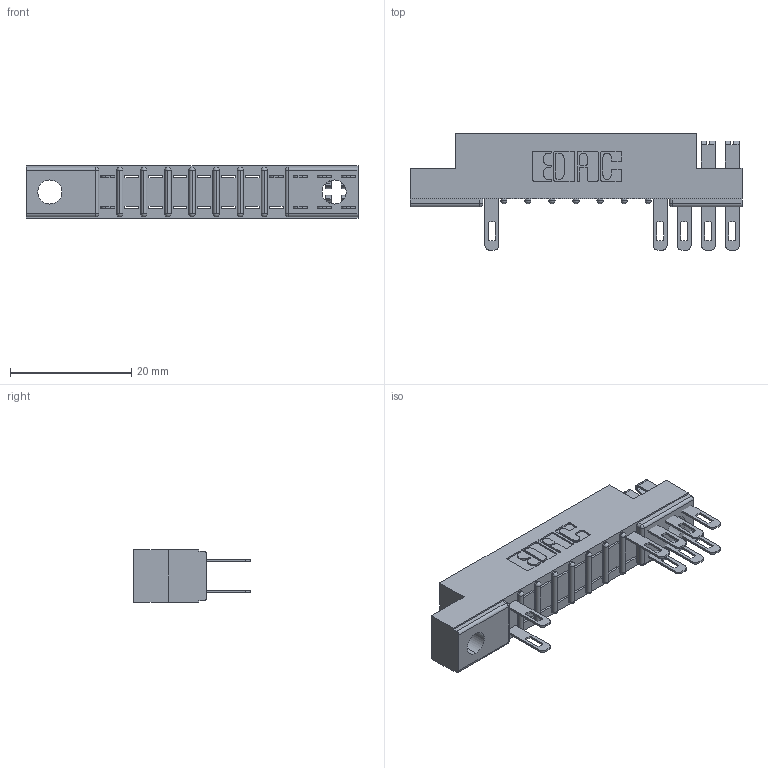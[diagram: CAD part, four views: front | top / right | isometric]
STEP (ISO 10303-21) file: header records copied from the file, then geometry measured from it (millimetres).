
FILE_DESCRIPTION (( 'STEP AP203' ), '1' );
FILE_NAME ('357-022-500-204.STEP', '2018-08-08T22:32:54', ( '' ), ( '' ), 'SwSTEP 2.0', 'SolidWorks 2016', '' );
FILE_SCHEMA (( 'CONFIG_CONTROL_DESIGN' ));
Length unit declared in the file: inch
Products named in the file (3): 307 Part_.156 Dia Mounting Holes; 307-290-001_500; 357-022-500-204
Assembly tree (10 placements, depth 2):
  357-022-500-204
    307 Part_.156 Dia Mounting Holes
    307-290-001_500  x9
Bounding box: 54.71 x 19.18 x 8.71 mm (x, y, z)
Volume: 3409.5 mm3; surface area: 4788.2 mm2
Topology: 10 solids, 10 shells, 625 faces, 1753 edges, 1130 vertices
Faces by surface type: plane 396, cylinder 211, sphere 18
Entity records: 11474 total; most frequent: CARTESIAN_POINT 1919, ORIENTED_EDGE 1902, DIRECTION 1881, EDGE_CURVE 951, LINE 721, VECTOR 721, VERTEX_POINT 618, AXIS2_PLACEMENT_3D 580
